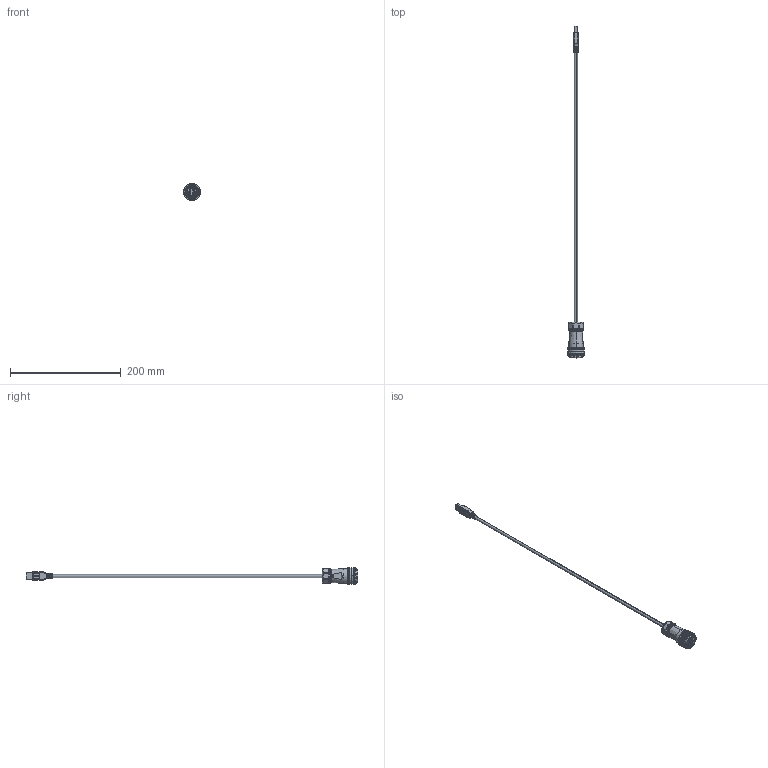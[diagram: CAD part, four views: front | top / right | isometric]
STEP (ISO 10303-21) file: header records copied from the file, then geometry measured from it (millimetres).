
FILE_DESCRIPTION((''),'2;1');
FILE_NAME('3D-SF2410-PUSB3_0','2025-07-14T18:24:36',('Administrator'),(''),'CREO PARAMETRIC BY PTC INC, 2018050','CREO PARAMETRIC BY PTC INC, 2018050','');
FILE_SCHEMA(('CONFIG_CONTROL_DESIGN','SHAPE_APPEARANCE_LAYERS_GROUPS'));
Length unit declared in the file: millimetre
Products named in the file (1): 3D-SF2410-PUSB3_0
Bounding box: 30.5 x 600.8 x 30.5 mm (x, y, z)
Volume: 49317.5 mm3; surface area: 23136.4 mm2
Topology: 1 solids, 6 shells, 727 faces, 1880 edges, 1279 vertices
Faces by surface type: plane 278, cone 217, cylinder 199, torus 23, bspline 9, extrusion 1
Entity records: 24063 total; most frequent: CARTESIAN_POINT 6263, ORIENTED_EDGE 3756, DIRECTION 3538, EDGE_CURVE 1878, AXIS2_PLACEMENT_3D 1315, VERTEX_POINT 1279, VECTOR 908, LINE 907
